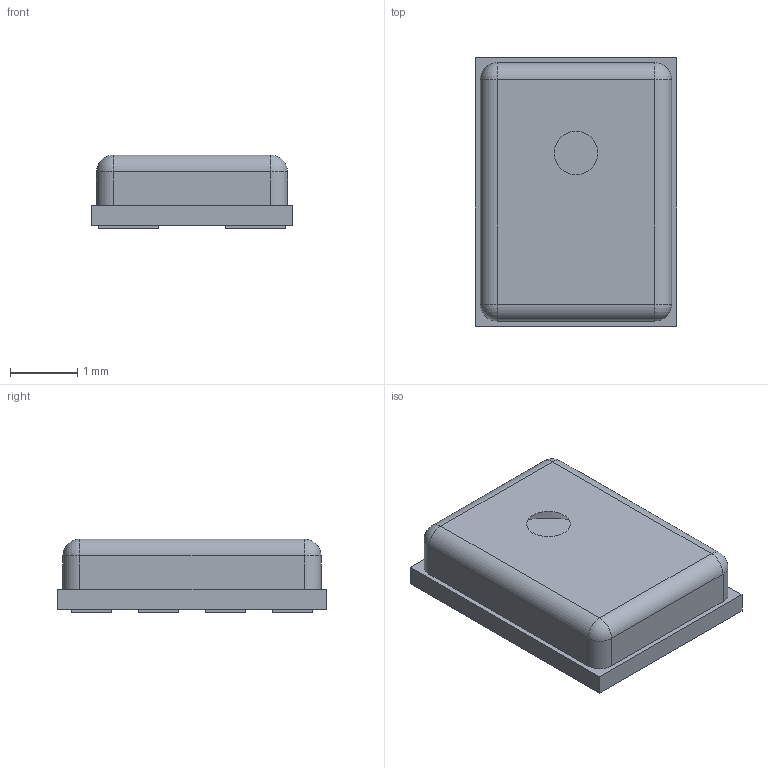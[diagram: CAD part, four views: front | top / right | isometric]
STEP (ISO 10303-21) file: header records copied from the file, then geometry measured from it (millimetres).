
FILE_DESCRIPTION (( 'STEP AP214' ), '1' );
FILE_NAME ('MSM261S4030H0 I2S MICROPHONE.STEP', '2024-02-02T08:33:18', ( '' ), ( '' ), 'SwSTEP 2.0', 'SolidWorks 2021', '' );
FILE_SCHEMA (( 'AUTOMOTIVE_DESIGN' ));
Length unit declared in the file: millimetre
Products named in the file (1): MSM261S4030H0 I2S MICROPHONE
Bounding box: 3 x 4 x 1.1 mm (x, y, z)
Volume: 10.3 mm3; surface area: 47.7 mm2
Topology: 1 solids, 1 shells, 66 faces, 154 edges, 96 vertices
Faces by surface type: plane 52, cylinder 8, sphere 4, cone 2
Entity records: 2578 total; most frequent: CARTESIAN_POINT 313, DIRECTION 304, ORIENTED_EDGE 300, EDGE_CURVE 150, LINE 130, VECTOR 130, VERTEX_POINT 96, AXIS2_PLACEMENT_3D 87
